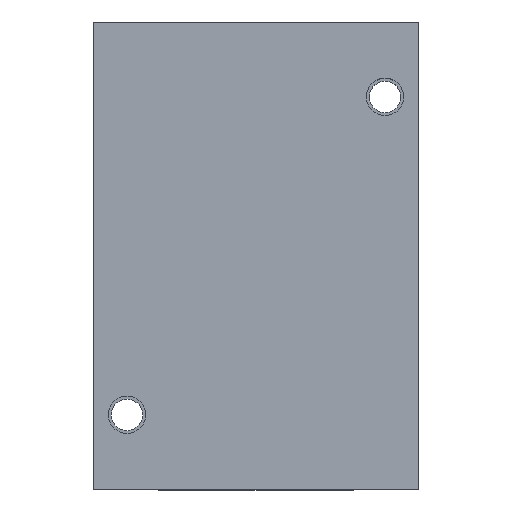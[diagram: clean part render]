
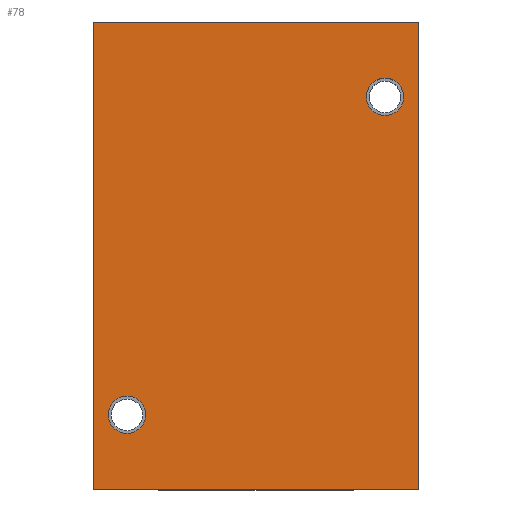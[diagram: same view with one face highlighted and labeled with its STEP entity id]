
A CAD part, top view. The second image highlights one B-rep face of the part: STEP entity #78.
In plain terms, the highlighted planar face has unit normal (0, 0, 1).
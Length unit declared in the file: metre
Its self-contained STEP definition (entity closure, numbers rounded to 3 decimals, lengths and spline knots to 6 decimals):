
#78 = ADVANCED_FACE( '', ( #171, #172, #173 ), #174, .T. );
#171 = FACE_BOUND( '', #266, .T. );
#172 = FACE_OUTER_BOUND( '', #267, .T. );
#173 = FACE_BOUND( '', #268, .T. );
#174 = PLANE( '', #269 );
#266 = EDGE_LOOP( '', ( #404 ) );
#267 = EDGE_LOOP( '', ( #405, #406, #407, #408 ) );
#268 = EDGE_LOOP( '', ( #409 ) );
#269 = AXIS2_PLACEMENT_3D( '', #410, #411, #412 );
#404 = ORIENTED_EDGE( '', *, *, #458, .T. );
#405 = ORIENTED_EDGE( '', *, *, #500, .F. );
#406 = ORIENTED_EDGE( '', *, *, #501, .F. );
#407 = ORIENTED_EDGE( '', *, *, #492, .T. );
#408 = ORIENTED_EDGE( '', *, *, #473, .T. );
#409 = ORIENTED_EDGE( '', *, *, #464, .T. );
#410 = CARTESIAN_POINT( '', ( -0.0435, -0.0625, 0.039 ) );
#411 = DIRECTION( '', ( 0., 0., 1. ) );
#412 = DIRECTION( '', ( 1., 0., 0. ) );
#458 = EDGE_CURVE( '', #522, #522, #523, .T. );
#464 = EDGE_CURVE( '', #532, #532, #533, .T. );
#473 = EDGE_CURVE( '', #548, #546, #549, .T. );
#492 = EDGE_CURVE( '', #577, #548, #578, .T. );
#500 = EDGE_CURVE( '', #587, #546, #588, .T. );
#501 = EDGE_CURVE( '', #577, #587, #589, .T. );
#522 = VERTEX_POINT( '', #614 );
#523 = CIRCLE( '', #615, 0.005 );
#532 = VERTEX_POINT( '', #624 );
#533 = CIRCLE( '', #625, 0.005 );
#546 = VERTEX_POINT( '', #642 );
#548 = VERTEX_POINT( '', #645 );
#549 = LINE( '', #646, #647 );
#577 = VERTEX_POINT( '', #738 );
#578 = LINE( '', #739, #740 );
#587 = VERTEX_POINT( '', #751 );
#588 = LINE( '', #752, #753 );
#589 = LINE( '', #754, #755 );
#614 = CARTESIAN_POINT( '', ( 0.0395, 0.0425, 0.039 ) );
#615 = AXIS2_PLACEMENT_3D( '', #773, #774, #775 );
#624 = CARTESIAN_POINT( '', ( -0.0295, -0.0425, 0.039 ) );
#625 = AXIS2_PLACEMENT_3D( '', #785, #786, #787 );
#642 = CARTESIAN_POINT( '', ( 0.0435, 0.0625, 0.039 ) );
#645 = CARTESIAN_POINT( '', ( 0.0435, -0.0625, 0.039 ) );
#646 = CARTESIAN_POINT( '', ( 0.0435, -0.0625, 0.039 ) );
#647 = VECTOR( '', #796, 1. );
#738 = CARTESIAN_POINT( '', ( -0.0435, -0.0625, 0.039 ) );
#739 = CARTESIAN_POINT( '', ( -0.0435, -0.0625, 0.039 ) );
#740 = VECTOR( '', #823, 1. );
#751 = CARTESIAN_POINT( '', ( -0.0435, 0.0625, 0.039 ) );
#752 = CARTESIAN_POINT( '', ( -0.0435, 0.0625, 0.039 ) );
#753 = VECTOR( '', #829, 1. );
#754 = CARTESIAN_POINT( '', ( -0.0435, -0.0625, 0.039 ) );
#755 = VECTOR( '', #830, 1. );
#773 = CARTESIAN_POINT( '', ( 0.0345, 0.0425, 0.039 ) );
#774 = DIRECTION( '', ( 0., 0., -1. ) );
#775 = DIRECTION( '', ( 1., 0., 0. ) );
#785 = CARTESIAN_POINT( '', ( -0.0345, -0.0425, 0.039 ) );
#786 = DIRECTION( '', ( 0., 0., -1. ) );
#787 = DIRECTION( '', ( 1., 0., 0. ) );
#796 = DIRECTION( '', ( 0., 1., 0. ) );
#823 = DIRECTION( '', ( 1., 0., 0. ) );
#829 = DIRECTION( '', ( 1., 0., 0. ) );
#830 = DIRECTION( '', ( 0., 1., 0. ) );
